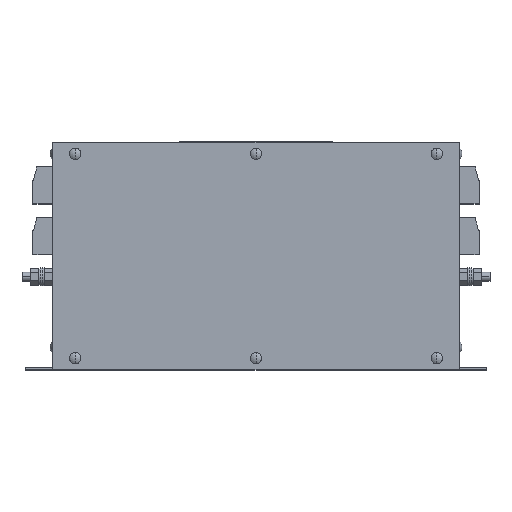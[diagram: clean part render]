
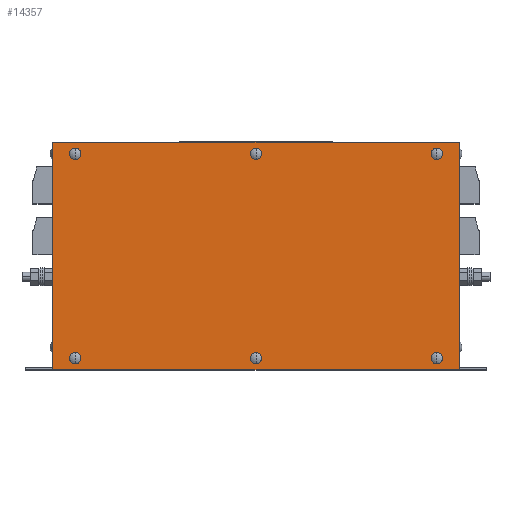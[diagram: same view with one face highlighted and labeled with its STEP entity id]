
A CAD part, top view. The second image highlights one B-rep face of the part: STEP entity #14357.
In plain terms, the highlighted planar face has unit normal (0, 0, 1).
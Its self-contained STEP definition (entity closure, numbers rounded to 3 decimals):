
#22 = CARTESIAN_POINT ( 'NONE',  ( 103.15, -56.5, 25. ) ) ;
#351 = EDGE_LOOP ( 'NONE', ( #9015, #812 ) ) ;
#500 = DIRECTION ( 'NONE',  ( 0., 0., 1. ) ) ;
#812 = ORIENTED_EDGE ( 'NONE', *, *, #3422, .F. ) ;
#866 = CARTESIAN_POINT ( 'NONE',  ( -3.15, 56.5, 25. ) ) ;
#938 = CIRCLE ( 'NONE', #7902, 3.15 ) ;
#1022 = DIRECTION ( 'NONE',  ( -1., 0., 0. ) ) ;
#1027 = CARTESIAN_POINT ( 'NONE',  ( 112.5, 63., 25. ) ) ;
#1046 = DIRECTION ( 'NONE',  ( 0., 0., 1. ) ) ;
#1107 = FACE_OUTER_BOUND ( 'NONE', #14371, .T. ) ;
#1134 = VERTEX_POINT ( 'NONE', #4057 ) ;
#1209 = ORIENTED_EDGE ( 'NONE', *, *, #11112, .F. ) ;
#1219 = EDGE_LOOP ( 'NONE', ( #4257, #9486 ) ) ;
#1279 = CARTESIAN_POINT ( 'NONE',  ( 100., 56.5, 25. ) ) ;
#1515 = CARTESIAN_POINT ( 'NONE',  ( -103.15, 56.5, 25. ) ) ;
#1969 = DIRECTION ( 'NONE',  ( 0., 0., 1. ) ) ;
#2116 = VECTOR ( 'NONE', #11382, 1000. ) ;
#2245 = VERTEX_POINT ( 'NONE', #1515 ) ;
#2293 = VERTEX_POINT ( 'NONE', #8134 ) ;
#2376 = CARTESIAN_POINT ( 'NONE',  ( -112.5, 63., 25. ) ) ;
#2664 = CARTESIAN_POINT ( 'NONE',  ( 3.15, 56.5, 25. ) ) ;
#2677 = VERTEX_POINT ( 'NONE', #10733 ) ;
#2679 = AXIS2_PLACEMENT_3D ( 'NONE', #15345, #16667, #7322 ) ;
#2701 = CIRCLE ( 'NONE', #13868, 3.15 ) ;
#3109 = DIRECTION ( 'NONE',  ( -1., 0., 0. ) ) ;
#3127 = EDGE_CURVE ( 'NONE', #13044, #2677, #9389, .T. ) ;
#3256 = VECTOR ( 'NONE', #7988, 1000. ) ;
#3298 = DIRECTION ( 'NONE',  ( -1., 0., 0. ) ) ;
#3305 = EDGE_CURVE ( 'NONE', #2677, #9548, #5808, .T. ) ;
#3415 = LINE ( 'NONE', #8930, #2116 ) ;
#3422 = EDGE_CURVE ( 'NONE', #7915, #17036, #16654, .T. ) ;
#3482 = EDGE_CURVE ( 'NONE', #3992, #2245, #2701, .T. ) ;
#3622 = DIRECTION ( 'NONE',  ( -1., 0., 0. ) ) ;
#3698 = DIRECTION ( 'NONE',  ( 0., 0., 1. ) ) ;
#3949 = EDGE_LOOP ( 'NONE', ( #9000, #12697 ) ) ;
#3955 = CARTESIAN_POINT ( 'NONE',  ( 112.5, 63., 25. ) ) ;
#3992 = VERTEX_POINT ( 'NONE', #14662 ) ;
#4057 = CARTESIAN_POINT ( 'NONE',  ( -103.15, -56.5, 25. ) ) ;
#4257 = ORIENTED_EDGE ( 'NONE', *, *, #12331, .F. ) ;
#4392 = AXIS2_PLACEMENT_3D ( 'NONE', #10351, #3698, #9123 ) ;
#4657 = DIRECTION ( 'NONE',  ( -1., 0., 0. ) ) ;
#5112 = FACE_BOUND ( 'NONE', #3949, .T. ) ;
#5166 = CIRCLE ( 'NONE', #16887, 3.15 ) ;
#5396 = VERTEX_POINT ( 'NONE', #866 ) ;
#5469 = AXIS2_PLACEMENT_3D ( 'NONE', #10445, #10539, #1022 ) ;
#5613 = VERTEX_POINT ( 'NONE', #10818 ) ;
#5757 = CIRCLE ( 'NONE', #2679, 3.15 ) ;
#5808 = LINE ( 'NONE', #8676, #16370 ) ;
#5879 = EDGE_LOOP ( 'NONE', ( #7204, #1209 ) ) ;
#5963 = ORIENTED_EDGE ( 'NONE', *, *, #12261, .F. ) ;
#6067 = AXIS2_PLACEMENT_3D ( 'NONE', #10159, #12782, #14431 ) ;
#6078 = AXIS2_PLACEMENT_3D ( 'NONE', #8751, #16520, #4657 ) ;
#6480 = ORIENTED_EDGE ( 'NONE', *, *, #3305, .T. ) ;
#6603 = FACE_BOUND ( 'NONE', #11773, .T. ) ;
#6612 = DIRECTION ( 'NONE',  ( 0., 0., 1. ) ) ;
#6666 = DIRECTION ( 'NONE',  ( -1., 0., 0. ) ) ;
#6737 = EDGE_CURVE ( 'NONE', #2293, #7576, #5757, .T. ) ;
#6967 = AXIS2_PLACEMENT_3D ( 'NONE', #14099, #1969, #3622 ) ;
#7204 = ORIENTED_EDGE ( 'NONE', *, *, #10087, .F. ) ;
#7225 = CARTESIAN_POINT ( 'NONE',  ( 3.15, -56.5, 25. ) ) ;
#7311 = DIRECTION ( 'NONE',  ( 0., 0., 1. ) ) ;
#7322 = DIRECTION ( 'NONE',  ( -1., 0., 0. ) ) ;
#7576 = VERTEX_POINT ( 'NONE', #15908 ) ;
#7749 = FACE_BOUND ( 'NONE', #10048, .T. ) ;
#7772 = CARTESIAN_POINT ( 'NONE',  ( 112.5, -63., 25. ) ) ;
#7902 = AXIS2_PLACEMENT_3D ( 'NONE', #1279, #6612, #10630 ) ;
#7915 = VERTEX_POINT ( 'NONE', #15780 ) ;
#7988 = DIRECTION ( 'NONE',  ( 0., -1., 0. ) ) ;
#8134 = CARTESIAN_POINT ( 'NONE',  ( 103.15, 56.5, 25. ) ) ;
#8268 = CARTESIAN_POINT ( 'NONE',  ( -100., -56.5, 25. ) ) ;
#8335 = ORIENTED_EDGE ( 'NONE', *, *, #14213, .F. ) ;
#8356 = DIRECTION ( 'NONE',  ( -1., 0., 0. ) ) ;
#8435 = CARTESIAN_POINT ( 'NONE',  ( 100., -56.5, 25. ) ) ;
#8676 = CARTESIAN_POINT ( 'NONE',  ( 112.5, -63., 25. ) ) ;
#8743 = CIRCLE ( 'NONE', #13767, 3.15 ) ;
#8751 = CARTESIAN_POINT ( 'NONE',  ( 0., -56.5, 25. ) ) ;
#8877 = ORIENTED_EDGE ( 'NONE', *, *, #3127, .T. ) ;
#8894 = AXIS2_PLACEMENT_3D ( 'NONE', #16498, #1046, #9066 ) ;
#8930 = CARTESIAN_POINT ( 'NONE',  ( 112.5, 63., 25. ) ) ;
#9000 = ORIENTED_EDGE ( 'NONE', *, *, #3482, .F. ) ;
#9015 = ORIENTED_EDGE ( 'NONE', *, *, #16276, .F. ) ;
#9066 = DIRECTION ( 'NONE',  ( -1., 0., 0. ) ) ;
#9120 = CIRCLE ( 'NONE', #4392, 3.15 ) ;
#9123 = DIRECTION ( 'NONE',  ( -1., 0., 0. ) ) ;
#9196 = DIRECTION ( 'NONE',  ( 0., 0., 1. ) ) ;
#9389 = LINE ( 'NONE', #16270, #3256 ) ;
#9486 = ORIENTED_EDGE ( 'NONE', *, *, #17215, .F. ) ;
#9527 = EDGE_CURVE ( 'NONE', #2245, #3992, #15303, .T. ) ;
#9548 = VERTEX_POINT ( 'NONE', #7772 ) ;
#9881 = ORIENTED_EDGE ( 'NONE', *, *, #14694, .F. ) ;
#9901 = DIRECTION ( 'NONE',  ( 1., 0., 0. ) ) ;
#10048 = EDGE_LOOP ( 'NONE', ( #14472, #5963 ) ) ;
#10087 = EDGE_CURVE ( 'NONE', #12982, #16626, #10869, .T. ) ;
#10159 = CARTESIAN_POINT ( 'NONE',  ( 0., -56.5, 25. ) ) ;
#10351 = CARTESIAN_POINT ( 'NONE',  ( -100., -56.5, 25. ) ) ;
#10445 = CARTESIAN_POINT ( 'NONE',  ( 112.5, 63., 25. ) ) ;
#10539 = DIRECTION ( 'NONE',  ( 0., 0., -1. ) ) ;
#10630 = DIRECTION ( 'NONE',  ( -1., 0., 0. ) ) ;
#10702 = AXIS2_PLACEMENT_3D ( 'NONE', #8435, #500, #3109 ) ;
#10733 = CARTESIAN_POINT ( 'NONE',  ( -112.5, -63., 25. ) ) ;
#10818 = CARTESIAN_POINT ( 'NONE',  ( -96.85, -56.5, 25. ) ) ;
#10869 = CIRCLE ( 'NONE', #6967, 3.15 ) ;
#11112 = EDGE_CURVE ( 'NONE', #16626, #12982, #15989, .T. ) ;
#11134 = EDGE_CURVE ( 'NONE', #5396, #14463, #12935, .T. ) ;
#11154 = DIRECTION ( 'NONE',  ( -1., 0., 0. ) ) ;
#11382 = DIRECTION ( 'NONE',  ( 1., 0., 0. ) ) ;
#11644 = VECTOR ( 'NONE', #11917, 1000. ) ;
#11773 = EDGE_LOOP ( 'NONE', ( #8335, #13298 ) ) ;
#11917 = DIRECTION ( 'NONE',  ( 0., -1., 0. ) ) ;
#12251 = CARTESIAN_POINT ( 'NONE',  ( -100., 56.5, 25. ) ) ;
#12261 = EDGE_CURVE ( 'NONE', #7576, #2293, #938, .T. ) ;
#12331 = EDGE_CURVE ( 'NONE', #5613, #1134, #8743, .T. ) ;
#12376 = AXIS2_PLACEMENT_3D ( 'NONE', #13761, #12540, #8356 ) ;
#12540 = DIRECTION ( 'NONE',  ( 0., 0., 1. ) ) ;
#12697 = ORIENTED_EDGE ( 'NONE', *, *, #9527, .F. ) ;
#12782 = DIRECTION ( 'NONE',  ( 0., 0., 1. ) ) ;
#12874 = LINE ( 'NONE', #3955, #11644 ) ;
#12888 = PLANE ( 'NONE',  #5469 ) ;
#12935 = CIRCLE ( 'NONE', #12376, 3.15 ) ;
#12982 = VERTEX_POINT ( 'NONE', #22 ) ;
#13044 = VERTEX_POINT ( 'NONE', #2376 ) ;
#13298 = ORIENTED_EDGE ( 'NONE', *, *, #11134, .F. ) ;
#13761 = CARTESIAN_POINT ( 'NONE',  ( 0., 56.5, 25. ) ) ;
#13767 = AXIS2_PLACEMENT_3D ( 'NONE', #8268, #15071, #11154 ) ;
#13868 = AXIS2_PLACEMENT_3D ( 'NONE', #12251, #9196, #6666 ) ;
#14099 = CARTESIAN_POINT ( 'NONE',  ( 100., -56.5, 25. ) ) ;
#14213 = EDGE_CURVE ( 'NONE', #14463, #5396, #5166, .T. ) ;
#14357 = ADVANCED_FACE ( 'NONE', ( #5112, #6603, #14364, #15759, #7749, #15671, #1107 ), #12888, .F. ) ;
#14364 = FACE_BOUND ( 'NONE', #1219, .T. ) ;
#14371 = EDGE_LOOP ( 'NONE', ( #6480, #14547, #9881, #8877 ) ) ;
#14431 = DIRECTION ( 'NONE',  ( -1., 0., 0. ) ) ;
#14463 = VERTEX_POINT ( 'NONE', #2664 ) ;
#14472 = ORIENTED_EDGE ( 'NONE', *, *, #6737, .F. ) ;
#14547 = ORIENTED_EDGE ( 'NONE', *, *, #15950, .F. ) ;
#14662 = CARTESIAN_POINT ( 'NONE',  ( -96.85, 56.5, 25. ) ) ;
#14694 = EDGE_CURVE ( 'NONE', #13044, #16740, #3415, .T. ) ;
#15071 = DIRECTION ( 'NONE',  ( 0., 0., 1. ) ) ;
#15303 = CIRCLE ( 'NONE', #8894, 3.15 ) ;
#15345 = CARTESIAN_POINT ( 'NONE',  ( 100., 56.5, 25. ) ) ;
#15418 = CARTESIAN_POINT ( 'NONE',  ( 96.85, -56.5, 25. ) ) ;
#15671 = FACE_BOUND ( 'NONE', #5879, .T. ) ;
#15759 = FACE_BOUND ( 'NONE', #351, .T. ) ;
#15780 = CARTESIAN_POINT ( 'NONE',  ( -3.15, -56.5, 25. ) ) ;
#15908 = CARTESIAN_POINT ( 'NONE',  ( 96.85, 56.5, 25. ) ) ;
#15950 = EDGE_CURVE ( 'NONE', #16740, #9548, #12874, .T. ) ;
#15989 = CIRCLE ( 'NONE', #10702, 3.15 ) ;
#16270 = CARTESIAN_POINT ( 'NONE',  ( -112.5, 63., 25. ) ) ;
#16276 = EDGE_CURVE ( 'NONE', #17036, #7915, #16675, .T. ) ;
#16370 = VECTOR ( 'NONE', #9901, 1000. ) ;
#16498 = CARTESIAN_POINT ( 'NONE',  ( -100., 56.5, 25. ) ) ;
#16520 = DIRECTION ( 'NONE',  ( 0., 0., 1. ) ) ;
#16626 = VERTEX_POINT ( 'NONE', #15418 ) ;
#16654 = CIRCLE ( 'NONE', #6067, 3.15 ) ;
#16667 = DIRECTION ( 'NONE',  ( 0., 0., 1. ) ) ;
#16675 = CIRCLE ( 'NONE', #6078, 3.15 ) ;
#16740 = VERTEX_POINT ( 'NONE', #1027 ) ;
#16821 = CARTESIAN_POINT ( 'NONE',  ( 0., 56.5, 25. ) ) ;
#16887 = AXIS2_PLACEMENT_3D ( 'NONE', #16821, #7311, #3298 ) ;
#17036 = VERTEX_POINT ( 'NONE', #7225 ) ;
#17215 = EDGE_CURVE ( 'NONE', #1134, #5613, #9120, .T. ) ;
